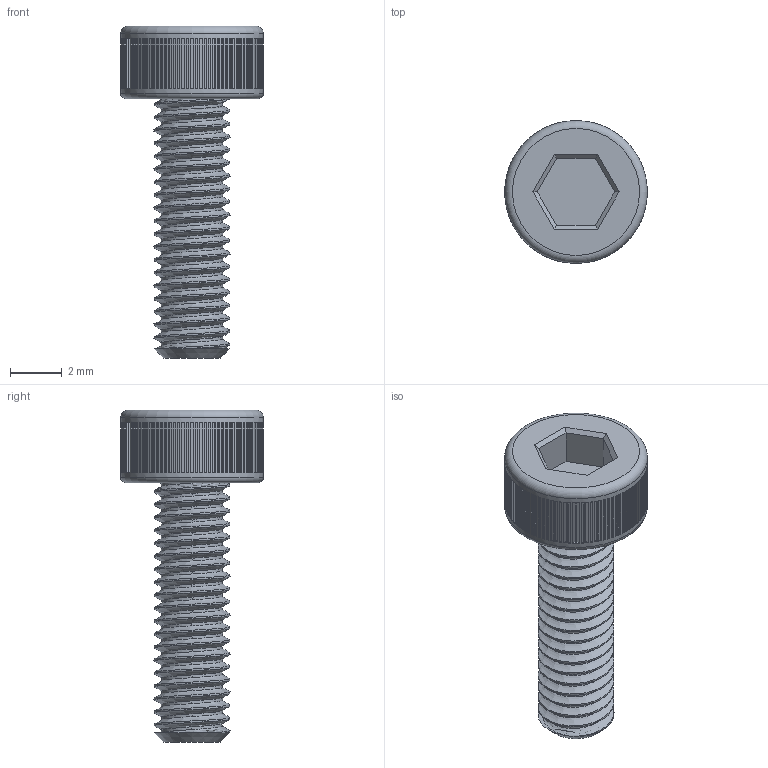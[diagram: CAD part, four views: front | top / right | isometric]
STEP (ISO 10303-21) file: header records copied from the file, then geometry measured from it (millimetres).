
FILE_DESCRIPTION(/* description */ (''),/* implementation_level */ '2;1');
FILE_NAME(/* name */ 'M3x10.step',/* time_stamp */ '2020-05-19T19:09:55+02:00',/* author */ (''),/* organization */ (''),/* preprocessor_version */ 'ST-DEVELOPER v18.1',/* originating_system */ 'Autodesk Translation Framework v9.3.0.1241',/* authorisation */ '');
FILE_SCHEMA (('AUTOMOTIVE_DESIGN { 1 0 10303 214 3 1 1 }'));
Length unit declared in the file: millimetre
Products named in the file (1): M3x10 v1
Bounding box: 5.5 x 5.5 x 12.8 mm (x, y, z)
Volume: 110.3 mm3; surface area: 260.7 mm2
Topology: 1 solids, 1 shells, 564 faces, 1373 edges, 912 vertices
Faces by surface type: plane 517, cylinder 42, torus 2, bspline 2, cone 1
Full cylindrical faces by diameter (mm): 2.356 x5, 2.927 x11, 5.5 x1
Entity records: 18781 total; most frequent: CARTESIAN_POINT 5401, ORIENTED_EDGE 2746, DIRECTION 2630, EDGE_CURVE 1373, LINE 1072, VECTOR 1072, VERTEX_POINT 912, AXIS2_PLACEMENT_3D 779
